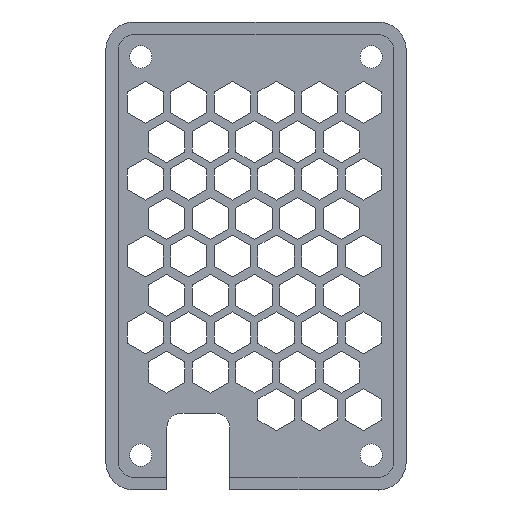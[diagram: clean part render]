
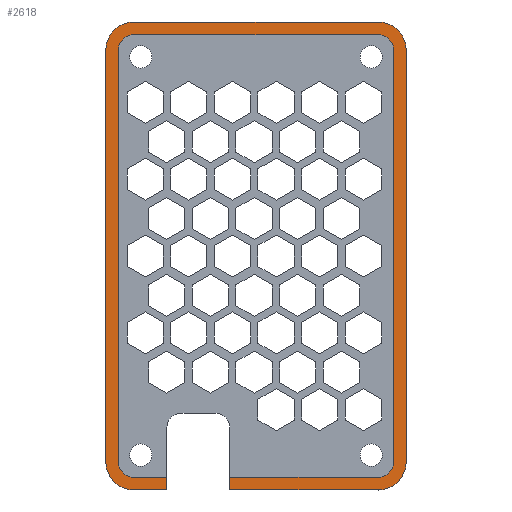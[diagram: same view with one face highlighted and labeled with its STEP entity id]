
A CAD part, top view. The second image highlights one B-rep face of the part: STEP entity #2618.
In plain terms, the highlighted planar face has unit normal (0, 0, 1).
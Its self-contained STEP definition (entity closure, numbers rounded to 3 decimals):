
#24 = VERTEX_POINT('',#25);
#25 = CARTESIAN_POINT('',(-21.5,-29.5,5.5));
#31 = EDGE_CURVE('',#24,#32,#34,.T.);
#32 = VERTEX_POINT('',#33);
#33 = CARTESIAN_POINT('',(-21.5,29.5,5.5));
#34 = LINE('',#35,#36);
#35 = CARTESIAN_POINT('',(-21.5,-29.5,5.5));
#36 = VECTOR('',#37,1.);
#37 = DIRECTION('',(0.,1.,0.));
#62 = EDGE_CURVE('',#24,#63,#65,.T.);
#63 = VERTEX_POINT('',#64);
#64 = CARTESIAN_POINT('',(-17.5,-33.5,5.5));
#65 = CIRCLE('',#66,4.);
#66 = AXIS2_PLACEMENT_3D('',#67,#68,#69);
#67 = CARTESIAN_POINT('',(-17.5,-29.5,5.5));
#68 = DIRECTION('',(0.,0.,1.));
#69 = DIRECTION('',(1.,0.,0.));
#97 = VERTEX_POINT('',#98);
#98 = CARTESIAN_POINT('',(-17.5,33.5,5.5));
#104 = EDGE_CURVE('',#97,#32,#105,.T.);
#105 = CIRCLE('',#106,4.);
#106 = AXIS2_PLACEMENT_3D('',#107,#108,#109);
#107 = CARTESIAN_POINT('',(-17.5,29.5,5.5));
#108 = DIRECTION('',(0.,0.,1.));
#109 = DIRECTION('',(1.,0.,0.));
#2618 = ADVANCED_FACE('',(#2619),#2764,.T.);
#2619 = FACE_BOUND('',#2620,.T.);
#2620 = EDGE_LOOP('',(#2621,#2622,#2623,#2631,#2639,#2647,#2656,#2664,
    #2673,#2681,#2690,#2698,#2707,#2715,#2723,#2731,#2740,#2748,#2757,
    #2763));
#2621 = ORIENTED_EDGE('',*,*,#31,.F.);
#2622 = ORIENTED_EDGE('',*,*,#62,.T.);
#2623 = ORIENTED_EDGE('',*,*,#2624,.F.);
#2624 = EDGE_CURVE('',#2625,#63,#2627,.T.);
#2625 = VERTEX_POINT('',#2626);
#2626 = CARTESIAN_POINT('',(-12.75,-33.5,5.5));
#2627 = LINE('',#2628,#2629);
#2628 = CARTESIAN_POINT('',(17.5,-33.5,5.5));
#2629 = VECTOR('',#2630,1.);
#2630 = DIRECTION('',(-1.,0.,0.));
#2631 = ORIENTED_EDGE('',*,*,#2632,.T.);
#2632 = EDGE_CURVE('',#2625,#2633,#2635,.T.);
#2633 = VERTEX_POINT('',#2634);
#2634 = CARTESIAN_POINT('',(-12.75,-31.7,5.5));
#2635 = LINE('',#2636,#2637);
#2636 = CARTESIAN_POINT('',(-12.75,-12.25,5.5));
#2637 = VECTOR('',#2638,1.);
#2638 = DIRECTION('',(0.,1.,0.));
#2639 = ORIENTED_EDGE('',*,*,#2640,.T.);
#2640 = EDGE_CURVE('',#2633,#2641,#2643,.T.);
#2641 = VERTEX_POINT('',#2642);
#2642 = CARTESIAN_POINT('',(-17.5,-31.7,5.5));
#2643 = LINE('',#2644,#2645);
#2644 = CARTESIAN_POINT('',(17.5,-31.7,5.5));
#2645 = VECTOR('',#2646,1.);
#2646 = DIRECTION('',(-1.,0.,0.));
#2647 = ORIENTED_EDGE('',*,*,#2648,.F.);
#2648 = EDGE_CURVE('',#2649,#2641,#2651,.T.);
#2649 = VERTEX_POINT('',#2650);
#2650 = CARTESIAN_POINT('',(-19.7,-29.5,5.5));
#2651 = CIRCLE('',#2652,2.2);
#2652 = AXIS2_PLACEMENT_3D('',#2653,#2654,#2655);
#2653 = CARTESIAN_POINT('',(-17.5,-29.5,5.5));
#2654 = DIRECTION('',(0.,0.,1.));
#2655 = DIRECTION('',(-1.,0.,0.));
#2656 = ORIENTED_EDGE('',*,*,#2657,.T.);
#2657 = EDGE_CURVE('',#2649,#2658,#2660,.T.);
#2658 = VERTEX_POINT('',#2659);
#2659 = CARTESIAN_POINT('',(-19.7,29.5,5.5));
#2660 = LINE('',#2661,#2662);
#2661 = CARTESIAN_POINT('',(-19.7,-29.5,5.5));
#2662 = VECTOR('',#2663,1.);
#2663 = DIRECTION('',(0.,1.,0.));
#2664 = ORIENTED_EDGE('',*,*,#2665,.F.);
#2665 = EDGE_CURVE('',#2666,#2658,#2668,.T.);
#2666 = VERTEX_POINT('',#2667);
#2667 = CARTESIAN_POINT('',(-17.5,31.7,5.5));
#2668 = CIRCLE('',#2669,2.2);
#2669 = AXIS2_PLACEMENT_3D('',#2670,#2671,#2672);
#2670 = CARTESIAN_POINT('',(-17.5,29.5,5.5));
#2671 = DIRECTION('',(0.,0.,1.));
#2672 = DIRECTION('',(-1.,0.,0.));
#2673 = ORIENTED_EDGE('',*,*,#2674,.T.);
#2674 = EDGE_CURVE('',#2666,#2675,#2677,.T.);
#2675 = VERTEX_POINT('',#2676);
#2676 = CARTESIAN_POINT('',(17.5,31.7,5.5));
#2677 = LINE('',#2678,#2679);
#2678 = CARTESIAN_POINT('',(-17.5,31.7,5.5));
#2679 = VECTOR('',#2680,1.);
#2680 = DIRECTION('',(1.,0.,0.));
#2681 = ORIENTED_EDGE('',*,*,#2682,.F.);
#2682 = EDGE_CURVE('',#2683,#2675,#2685,.T.);
#2683 = VERTEX_POINT('',#2684);
#2684 = CARTESIAN_POINT('',(19.7,29.5,5.5));
#2685 = CIRCLE('',#2686,2.2);
#2686 = AXIS2_PLACEMENT_3D('',#2687,#2688,#2689);
#2687 = CARTESIAN_POINT('',(17.5,29.5,5.5));
#2688 = DIRECTION('',(0.,0.,1.));
#2689 = DIRECTION('',(-1.,0.,0.));
#2690 = ORIENTED_EDGE('',*,*,#2691,.T.);
#2691 = EDGE_CURVE('',#2683,#2692,#2694,.T.);
#2692 = VERTEX_POINT('',#2693);
#2693 = CARTESIAN_POINT('',(19.7,-29.5,5.5));
#2694 = LINE('',#2695,#2696);
#2695 = CARTESIAN_POINT('',(19.7,29.5,5.5));
#2696 = VECTOR('',#2697,1.);
#2697 = DIRECTION('',(0.,-1.,0.));
#2698 = ORIENTED_EDGE('',*,*,#2699,.F.);
#2699 = EDGE_CURVE('',#2700,#2692,#2702,.T.);
#2700 = VERTEX_POINT('',#2701);
#2701 = CARTESIAN_POINT('',(17.5,-31.7,5.5));
#2702 = CIRCLE('',#2703,2.2);
#2703 = AXIS2_PLACEMENT_3D('',#2704,#2705,#2706);
#2704 = CARTESIAN_POINT('',(17.5,-29.5,5.5));
#2705 = DIRECTION('',(0.,0.,1.));
#2706 = DIRECTION('',(-1.,0.,0.));
#2707 = ORIENTED_EDGE('',*,*,#2708,.T.);
#2708 = EDGE_CURVE('',#2700,#2709,#2711,.T.);
#2709 = VERTEX_POINT('',#2710);
#2710 = CARTESIAN_POINT('',(-3.75,-31.7,5.5));
#2711 = LINE('',#2712,#2713);
#2712 = CARTESIAN_POINT('',(17.5,-31.7,5.5));
#2713 = VECTOR('',#2714,1.);
#2714 = DIRECTION('',(-1.,0.,0.));
#2715 = ORIENTED_EDGE('',*,*,#2716,.T.);
#2716 = EDGE_CURVE('',#2709,#2717,#2719,.T.);
#2717 = VERTEX_POINT('',#2718);
#2718 = CARTESIAN_POINT('',(-3.75,-33.5,5.5));
#2719 = LINE('',#2720,#2721);
#2720 = CARTESIAN_POINT('',(-3.75,-16.75,5.5));
#2721 = VECTOR('',#2722,1.);
#2722 = DIRECTION('',(0.,-1.,0.));
#2723 = ORIENTED_EDGE('',*,*,#2724,.F.);
#2724 = EDGE_CURVE('',#2725,#2717,#2727,.T.);
#2725 = VERTEX_POINT('',#2726);
#2726 = CARTESIAN_POINT('',(17.5,-33.5,5.5));
#2727 = LINE('',#2728,#2729);
#2728 = CARTESIAN_POINT('',(17.5,-33.5,5.5));
#2729 = VECTOR('',#2730,1.);
#2730 = DIRECTION('',(-1.,0.,0.));
#2731 = ORIENTED_EDGE('',*,*,#2732,.T.);
#2732 = EDGE_CURVE('',#2725,#2733,#2735,.T.);
#2733 = VERTEX_POINT('',#2734);
#2734 = CARTESIAN_POINT('',(21.5,-29.5,5.5));
#2735 = CIRCLE('',#2736,4.);
#2736 = AXIS2_PLACEMENT_3D('',#2737,#2738,#2739);
#2737 = CARTESIAN_POINT('',(17.5,-29.5,5.5));
#2738 = DIRECTION('',(0.,0.,1.));
#2739 = DIRECTION('',(1.,0.,0.));
#2740 = ORIENTED_EDGE('',*,*,#2741,.F.);
#2741 = EDGE_CURVE('',#2742,#2733,#2744,.T.);
#2742 = VERTEX_POINT('',#2743);
#2743 = CARTESIAN_POINT('',(21.5,29.5,5.5));
#2744 = LINE('',#2745,#2746);
#2745 = CARTESIAN_POINT('',(21.5,29.5,5.5));
#2746 = VECTOR('',#2747,1.);
#2747 = DIRECTION('',(0.,-1.,0.));
#2748 = ORIENTED_EDGE('',*,*,#2749,.T.);
#2749 = EDGE_CURVE('',#2742,#2750,#2752,.T.);
#2750 = VERTEX_POINT('',#2751);
#2751 = CARTESIAN_POINT('',(17.5,33.5,5.5));
#2752 = CIRCLE('',#2753,4.);
#2753 = AXIS2_PLACEMENT_3D('',#2754,#2755,#2756);
#2754 = CARTESIAN_POINT('',(17.5,29.5,5.5));
#2755 = DIRECTION('',(0.,0.,1.));
#2756 = DIRECTION('',(1.,0.,0.));
#2757 = ORIENTED_EDGE('',*,*,#2758,.F.);
#2758 = EDGE_CURVE('',#97,#2750,#2759,.T.);
#2759 = LINE('',#2760,#2761);
#2760 = CARTESIAN_POINT('',(-17.5,33.5,5.5));
#2761 = VECTOR('',#2762,1.);
#2762 = DIRECTION('',(1.,0.,0.));
#2763 = ORIENTED_EDGE('',*,*,#104,.T.);
#2764 = PLANE('',#2765);
#2765 = AXIS2_PLACEMENT_3D('',#2766,#2767,#2768);
#2766 = CARTESIAN_POINT('',(0.,0.,5.5));
#2767 = DIRECTION('',(0.,0.,1.));
#2768 = DIRECTION('',(1.,0.,0.));
